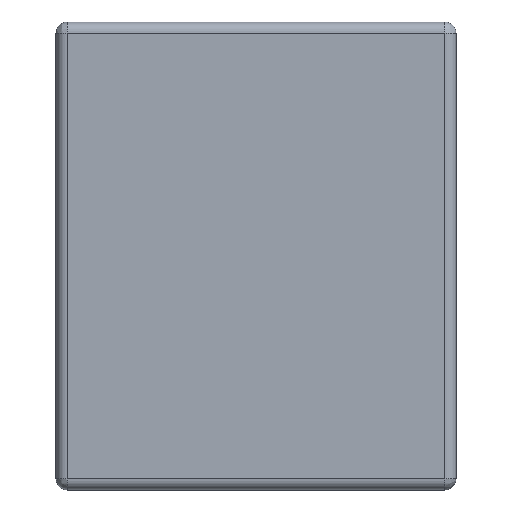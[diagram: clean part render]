
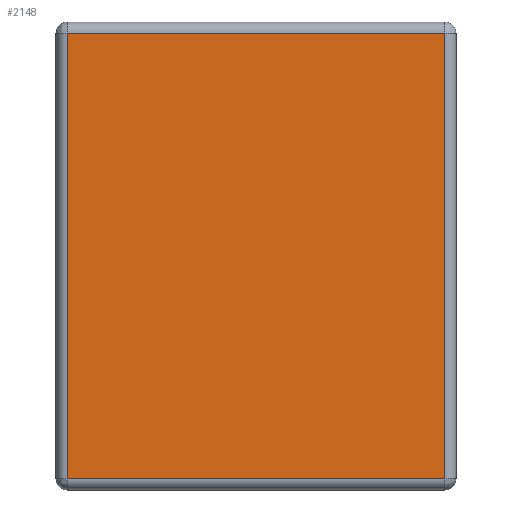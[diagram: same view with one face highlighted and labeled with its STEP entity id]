
A CAD part, front view. The second image highlights one B-rep face of the part: STEP entity #2148.
In plain terms, the highlighted face is planar.
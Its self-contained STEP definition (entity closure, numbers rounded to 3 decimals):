
#307 = LINE ( 'NONE', #6667, #3876 ) ;
#1019 = VECTOR ( 'NONE', #7724, 1000. ) ;
#1067 = CARTESIAN_POINT ( 'NONE',  ( -50., 19., 59. ) ) ;
#1359 = ORIENTED_EDGE ( 'NONE', *, *, #7303, .F. ) ;
#1665 = DIRECTION ( 'NONE',  ( -1., 0., 0. ) ) ;
#1749 = VERTEX_POINT ( 'NONE', #1067 ) ;
#2148 = ADVANCED_FACE ( 'NONE', ( #2877 ), #3189, .F. ) ;
#2209 = VECTOR ( 'NONE', #8483, 1000. ) ;
#2776 = CARTESIAN_POINT ( 'NONE',  ( 50., 19., -62. ) ) ;
#2877 = FACE_OUTER_BOUND ( 'NONE', #2961, .T. ) ;
#2961 = EDGE_LOOP ( 'NONE', ( #5438, #7977, #6696, #1359 ) ) ;
#3160 = CARTESIAN_POINT ( 'NONE',  ( 50., 19., -59. ) ) ;
#3189 = PLANE ( 'NONE',  #3445 ) ;
#3221 = CARTESIAN_POINT ( 'NONE',  ( 53., 19., -62. ) ) ;
#3381 = EDGE_CURVE ( 'NONE', #7554, #1749, #307, .T. ) ;
#3445 = AXIS2_PLACEMENT_3D ( 'NONE', #3221, #8186, #3969 ) ;
#3876 = VECTOR ( 'NONE', #1665, 1000. ) ;
#3969 = DIRECTION ( 'NONE',  ( 0., 0., -1. ) ) ;
#4200 = CARTESIAN_POINT ( 'NONE',  ( 53., 19., -59. ) ) ;
#4643 = VERTEX_POINT ( 'NONE', #5747 ) ;
#4914 = VERTEX_POINT ( 'NONE', #3160 ) ;
#5069 = LINE ( 'NONE', #4200, #1019 ) ;
#5108 = EDGE_CURVE ( 'NONE', #4643, #4914, #5069, .T. ) ;
#5438 = ORIENTED_EDGE ( 'NONE', *, *, #3381, .F. ) ;
#5747 = CARTESIAN_POINT ( 'NONE',  ( -50., 19., -59. ) ) ;
#5823 = EDGE_CURVE ( 'NONE', #4914, #7554, #8059, .T. ) ;
#6200 = VECTOR ( 'NONE', #6334, 1000. ) ;
#6334 = DIRECTION ( 'NONE',  ( 0., 0., 1. ) ) ;
#6667 = CARTESIAN_POINT ( 'NONE',  ( 53., 19., 59. ) ) ;
#6696 = ORIENTED_EDGE ( 'NONE', *, *, #5108, .F. ) ;
#7303 = EDGE_CURVE ( 'NONE', #1749, #4643, #7892, .T. ) ;
#7348 = CARTESIAN_POINT ( 'NONE',  ( 50., 19., 59. ) ) ;
#7554 = VERTEX_POINT ( 'NONE', #7348 ) ;
#7724 = DIRECTION ( 'NONE',  ( 1., 0., 0. ) ) ;
#7892 = LINE ( 'NONE', #9194, #2209 ) ;
#7977 = ORIENTED_EDGE ( 'NONE', *, *, #5823, .F. ) ;
#8059 = LINE ( 'NONE', #2776, #6200 ) ;
#8186 = DIRECTION ( 'NONE',  ( 0., -1., 0. ) ) ;
#8483 = DIRECTION ( 'NONE',  ( 0., 0., -1. ) ) ;
#9194 = CARTESIAN_POINT ( 'NONE',  ( -50., 19., -62. ) ) ;
